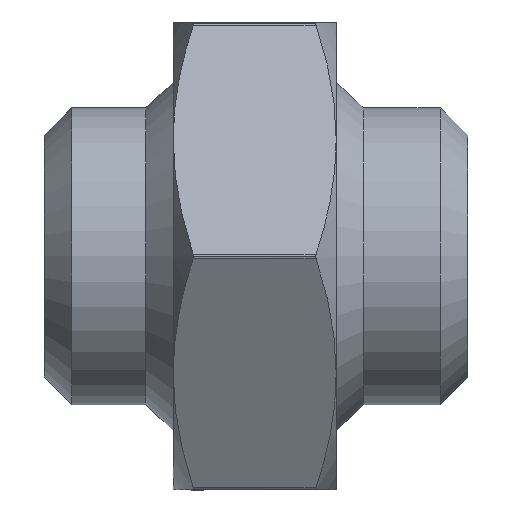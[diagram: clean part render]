
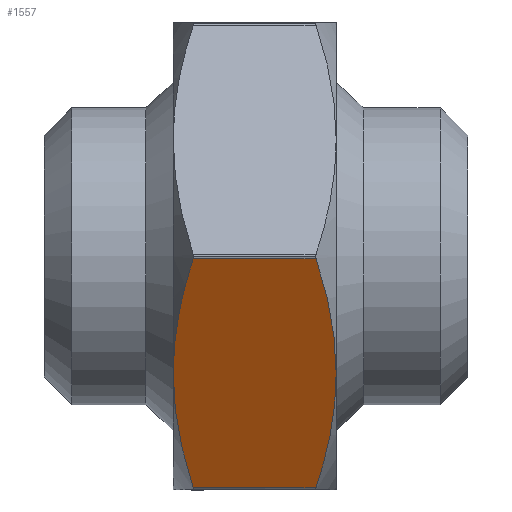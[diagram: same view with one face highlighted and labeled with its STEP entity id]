
A CAD part, front view. The second image highlights one B-rep face of the part: STEP entity #1557.
In plain terms, the highlighted planar face has unit normal (0, -0.866, -0.5).
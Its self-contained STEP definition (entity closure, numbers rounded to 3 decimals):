
#31 = DIRECTION ( 'NONE',  ( 0., -0.866, -0.5 ) ) ;
#194 = EDGE_LOOP ( 'NONE', ( #716, #2498, #10165, #13130, #3218, #13109 ) ) ;
#356 =( BOUNDED_CURVE ( )  B_SPLINE_CURVE ( 2, ( #10346, #10291, #8021 ),
 .UNSPECIFIED., .F., .F. ) 
 B_SPLINE_CURVE_WITH_KNOTS ( ( 3, 3 ),
 ( 2.258, 3.874 ),
 .UNSPECIFIED. ) 
 CURVE ( )  GEOMETRIC_REPRESENTATION_ITEM ( )  RATIONAL_B_SPLINE_CURVE ( ( 1., 1.052, 1.029 ) ) 
 REPRESENTATION_ITEM ( '' )  );
#716 = ORIENTED_EDGE ( 'NONE', *, *, #12611, .F. ) ;
#808 = CARTESIAN_POINT ( 'NONE',  ( 0., -15.444, -26.25 ) ) ;
#959 = DIRECTION ( 'NONE',  ( 1., 0., 0. ) ) ;
#1078 = CARTESIAN_POINT ( 'NONE',  ( 6.966, -30.455, -0.25 ) ) ;
#1136 = DIRECTION ( 'NONE',  ( 0., 0.5, -0.866 ) ) ;
#1139 = VERTEX_POINT ( 'NONE', #8875 ) ;
#1557 = ADVANCED_FACE ( 'NONE', ( #8413 ), #3384, .T. ) ;
#1621 = VERTEX_POINT ( 'NONE', #9257 ) ;
#2021 = VERTEX_POINT ( 'NONE', #9884 ) ;
#2161 = CARTESIAN_POINT ( 'NONE',  ( -9.25, -22.95, -13.25 ) ) ;
#2419 = EDGE_CURVE ( 'NONE', #13023, #2021, #3598, .T. ) ;
#2498 = ORIENTED_EDGE ( 'NONE', *, *, #11637, .T. ) ;
#3218 = ORIENTED_EDGE ( 'NONE', *, *, #14497, .T. ) ;
#3384 = PLANE ( 'NONE',  #9712 ) ;
#3598 =( BOUNDED_CURVE ( )  B_SPLINE_CURVE ( 2, ( #13787, #8259, #1078 ),
 .UNSPECIFIED., .F., .T. ) 
 B_SPLINE_CURVE_WITH_KNOTS ( ( 3, 3 ),
 ( 2.258, 3.874 ),
 .UNSPECIFIED. ) 
 CURVE ( )  GEOMETRIC_REPRESENTATION_ITEM ( )  RATIONAL_B_SPLINE_CURVE ( ( 1., 1.052, 1.029 ) ) 
 REPRESENTATION_ITEM ( '' )  );
#4194 = CARTESIAN_POINT ( 'NONE',  ( 9.25, -19.458, -19.299 ) ) ;
#4477 = VECTOR ( 'NONE', #959, 1000. ) ;
#4531 = EDGE_CURVE ( 'NONE', #1621, #6121, #10798, .T. ) ;
#4697 =( BOUNDED_CURVE ( )  B_SPLINE_CURVE ( 2, ( #5274, #4194, #13217 ),
 .UNSPECIFIED., .F., .F. ) 
 B_SPLINE_CURVE_WITH_KNOTS ( ( 3, 3 ),
 ( 0.642, 2.258 ),
 .UNSPECIFIED. ) 
 CURVE ( )  GEOMETRIC_REPRESENTATION_ITEM ( )  RATIONAL_B_SPLINE_CURVE ( ( 1.029, 1.052, 1. ) ) 
 REPRESENTATION_ITEM ( '' )  );
#5274 = CARTESIAN_POINT ( 'NONE',  ( 6.966, -15.444, -26.25 ) ) ;
#6061 = LINE ( 'NONE', #14501, #4477 ) ;
#6121 = VERTEX_POINT ( 'NONE', #14546 ) ;
#6621 = CARTESIAN_POINT ( 'NONE',  ( -6.966, -30.455, -0.25 ) ) ;
#6709 = VECTOR ( 'NONE', #12166, 1000. ) ;
#8021 = CARTESIAN_POINT ( 'NONE',  ( -6.966, -15.444, -26.25 ) ) ;
#8259 = CARTESIAN_POINT ( 'NONE',  ( 9.25, -26.442, -7.201 ) ) ;
#8413 = FACE_OUTER_BOUND ( 'NONE', #194, .T. ) ;
#8875 = CARTESIAN_POINT ( 'NONE',  ( -9.25, -22.95, -13.25 ) ) ;
#8877 =( BOUNDED_CURVE ( )  B_SPLINE_CURVE ( 2, ( #6621, #10106, #2161 ),
 .UNSPECIFIED., .F., .F. ) 
 B_SPLINE_CURVE_WITH_KNOTS ( ( 3, 3 ),
 ( 0.642, 2.258 ),
 .UNSPECIFIED. ) 
 CURVE ( )  GEOMETRIC_REPRESENTATION_ITEM ( )  RATIONAL_B_SPLINE_CURVE ( ( 1.029, 1.052, 1. ) ) 
 REPRESENTATION_ITEM ( '' )  );
#9257 = CARTESIAN_POINT ( 'NONE',  ( 6.966, -15.444, -26.25 ) ) ;
#9662 = CARTESIAN_POINT ( 'NONE',  ( 9.25, -22.95, -13.25 ) ) ;
#9712 = AXIS2_PLACEMENT_3D ( 'NONE', #13590, #31, #1136 ) ;
#9884 = CARTESIAN_POINT ( 'NONE',  ( 6.966, -30.455, -0.25 ) ) ;
#10106 = CARTESIAN_POINT ( 'NONE',  ( -9.25, -26.442, -7.201 ) ) ;
#10165 = ORIENTED_EDGE ( 'NONE', *, *, #10416, .T. ) ;
#10291 = CARTESIAN_POINT ( 'NONE',  ( -9.25, -19.458, -19.299 ) ) ;
#10346 = CARTESIAN_POINT ( 'NONE',  ( -9.25, -22.95, -13.25 ) ) ;
#10416 = EDGE_CURVE ( 'NONE', #1139, #6121, #356, .T. ) ;
#10789 = VERTEX_POINT ( 'NONE', #12055 ) ;
#10798 = LINE ( 'NONE', #808, #6709 ) ;
#11637 = EDGE_CURVE ( 'NONE', #10789, #1139, #8877, .T. ) ;
#12055 = CARTESIAN_POINT ( 'NONE',  ( -6.966, -30.455, -0.25 ) ) ;
#12166 = DIRECTION ( 'NONE',  ( -1., 0., 0. ) ) ;
#12611 = EDGE_CURVE ( 'NONE', #10789, #2021, #6061, .T. ) ;
#13023 = VERTEX_POINT ( 'NONE', #9662 ) ;
#13109 = ORIENTED_EDGE ( 'NONE', *, *, #2419, .T. ) ;
#13130 = ORIENTED_EDGE ( 'NONE', *, *, #4531, .F. ) ;
#13217 = CARTESIAN_POINT ( 'NONE',  ( 9.25, -22.95, -13.25 ) ) ;
#13590 = CARTESIAN_POINT ( 'NONE',  ( 0., -30.6, 0. ) ) ;
#13787 = CARTESIAN_POINT ( 'NONE',  ( 9.25, -22.95, -13.25 ) ) ;
#14497 = EDGE_CURVE ( 'NONE', #1621, #13023, #4697, .T. ) ;
#14501 = CARTESIAN_POINT ( 'NONE',  ( 0., -30.455, -0.25 ) ) ;
#14546 = CARTESIAN_POINT ( 'NONE',  ( -6.966, -15.444, -26.25 ) ) ;
